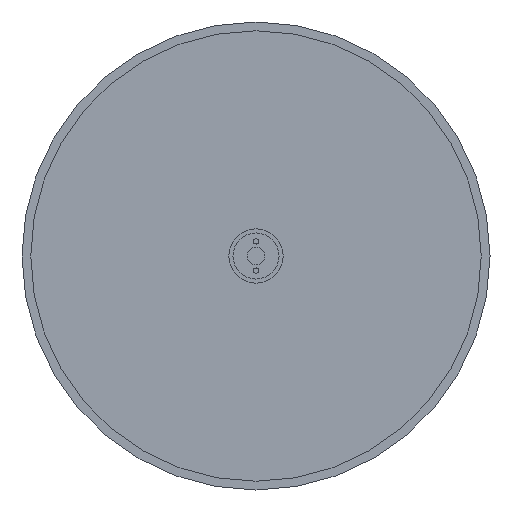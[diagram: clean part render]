
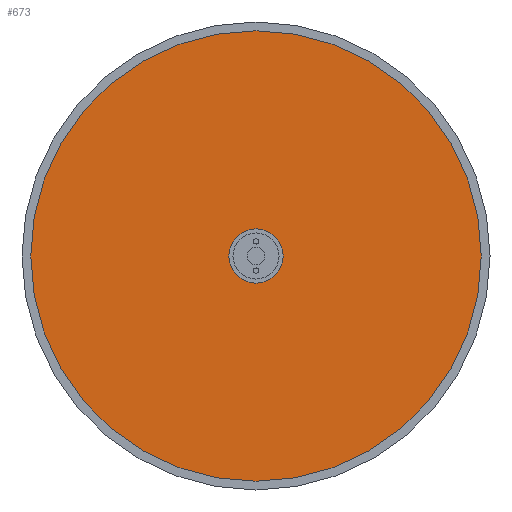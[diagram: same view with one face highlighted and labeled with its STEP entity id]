
A CAD part, front view. The second image highlights one B-rep face of the part: STEP entity #673.
In plain terms, the highlighted planar face has unit normal (0, -1, 0).
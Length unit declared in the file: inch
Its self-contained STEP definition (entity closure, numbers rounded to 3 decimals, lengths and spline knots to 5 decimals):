
#29=FACE_BOUND('',#186,.T.);
#51=PLANE('',#788);
#120=FACE_OUTER_BOUND('',#185,.T.);
#185=EDGE_LOOP('',(#598));
#186=EDGE_LOOP('',(#599));
#305=CIRCLE('',#786,3.85);
#306=CIRCLE('',#789,0.4635);
#357=VERTEX_POINT('',#1210);
#358=VERTEX_POINT('',#1215);
#439=EDGE_CURVE('',#357,#357,#305,.T.);
#440=EDGE_CURVE('',#358,#358,#306,.T.);
#598=ORIENTED_EDGE('',*,*,#439,.T.);
#599=ORIENTED_EDGE('',*,*,#440,.F.);
#673=ADVANCED_FACE('',(#120,#29),#51,.F.);
#786=AXIS2_PLACEMENT_3D('',#1212,#1016,#1017);
#788=AXIS2_PLACEMENT_3D('',#1214,#1020,#1021);
#789=AXIS2_PLACEMENT_3D('',#1216,#1022,#1023);
#1016=DIRECTION('center_axis',(0.,-1.,0.));
#1017=DIRECTION('ref_axis',(1.,0.,0.));
#1020=DIRECTION('center_axis',(0.,1.,0.));
#1021=DIRECTION('ref_axis',(1.,0.,0.));
#1022=DIRECTION('center_axis',(0.,-1.,0.));
#1023=DIRECTION('ref_axis',(1.,0.,0.));
#1210=CARTESIAN_POINT('',(-3.85,-0.28,0.));
#1212=CARTESIAN_POINT('Origin',(0.,-0.28,0.));
#1214=CARTESIAN_POINT('Origin',(0.,-0.28,0.));
#1215=CARTESIAN_POINT('',(-0.4635,-0.28,0.));
#1216=CARTESIAN_POINT('Origin',(0.,-0.28,0.));
